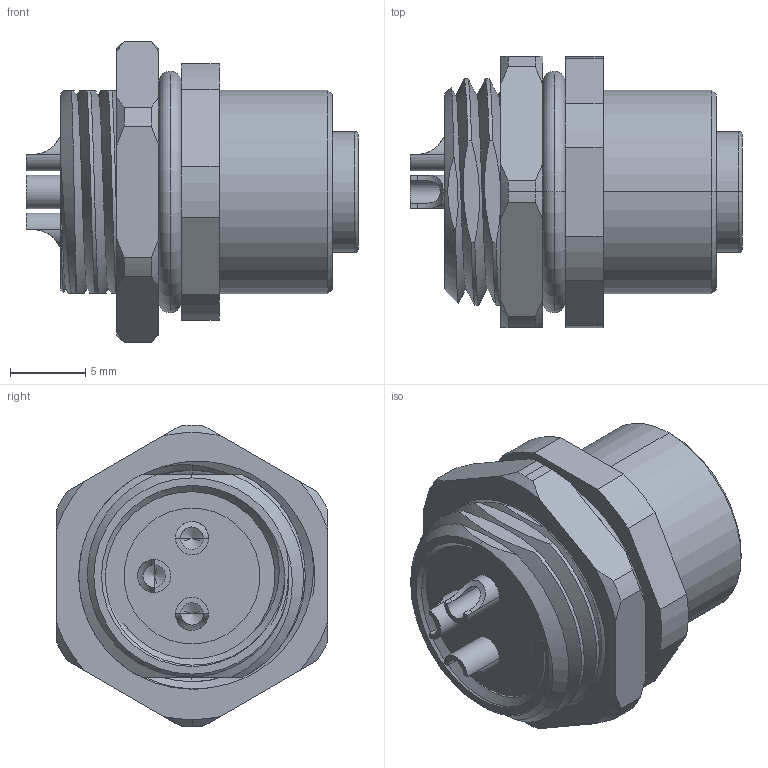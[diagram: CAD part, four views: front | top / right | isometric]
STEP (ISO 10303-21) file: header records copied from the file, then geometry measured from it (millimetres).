
FILE_DESCRIPTION (( 'STEP AP203' ), '1' );
FILE_NAME ('54-00448.STEP', '2025-03-14T00:30:08', ( '' ), ( '' ), 'SwSTEP 2.0', 'SolidWorks 2021', '' );
FILE_SCHEMA (( 'CONFIG_CONTROL_DESIGN' ));
Length unit declared in the file: millimetre
Products named in the file (7): 54-00448-05___; 54-00448-03___; 54-00448-06___; 54-00448-01___; 54-00448-04___; 54-00448-02___; 54-00448
Assembly tree (8 placements, depth 2):
  54-00448
    54-00448-01___
    54-00448-02___
    54-00448-04___
    54-00448-05___
    54-00448-06___
    54-00448-03___  x3
Bounding box: 22 x 18 x 20 mm (x, y, z)
Volume: 2731.2 mm3; surface area: 5674.1 mm2
Topology: 9 solids, 9 shells, 301 faces, 774 edges, 491 vertices
Faces by surface type: cylinder 130, plane 95, cone 45, torus 22, bspline 9
Entity records: 11202 total; most frequent: CARTESIAN_POINT 4850, ORIENTED_EDGE 1228, DIRECTION 1124, EDGE_CURVE 614, AXIS2_PLACEMENT_3D 440, VERTEX_POINT 399, EDGE_LOOP 261, VECTOR 244
